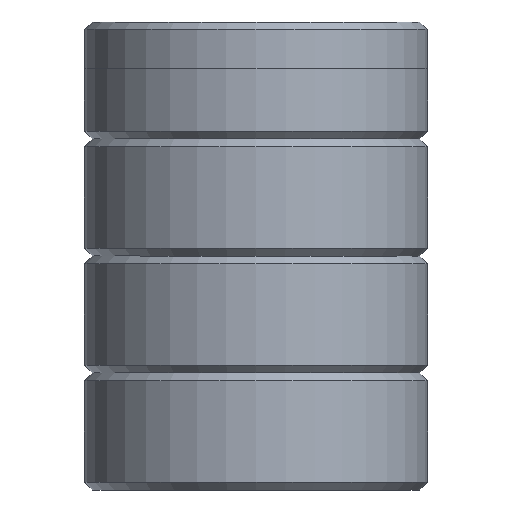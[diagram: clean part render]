
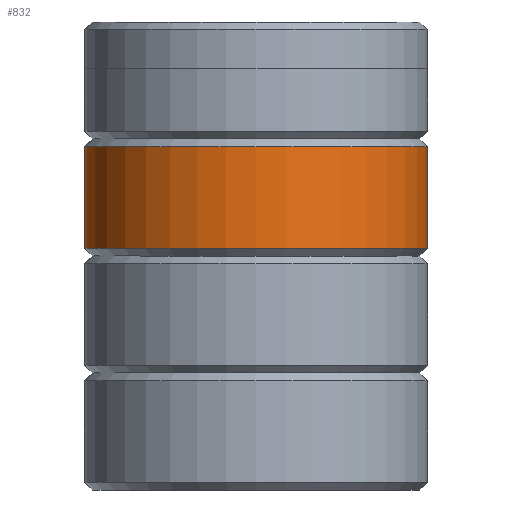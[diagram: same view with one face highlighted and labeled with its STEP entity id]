
A CAD part, front view. The second image highlights one B-rep face of the part: STEP entity #832.
In plain terms, the highlighted cylindrical face has radius 11 mm (diameter 22 mm), a partial arc.
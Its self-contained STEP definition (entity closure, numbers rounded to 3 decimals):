
#34 = EDGE_CURVE ( 'NONE', #238, #1375, #143, .T. ) ;
#79 = LINE ( 'NONE', #776, #1005 ) ;
#136 = VERTEX_POINT ( 'NONE', #1227 ) ;
#143 = LINE ( 'NONE', #1935, #1284 ) ;
#172 = AXIS2_PLACEMENT_3D ( 'NONE', #382, #1464, #554 ) ;
#238 = VERTEX_POINT ( 'NONE', #1222 ) ;
#242 = AXIS2_PLACEMENT_3D ( 'NONE', #1744, #1173, #715 ) ;
#376 = CYLINDRICAL_SURFACE ( 'NONE', #242, 11. ) ;
#382 = CARTESIAN_POINT ( 'NONE',  ( 0., 0., 22. ) ) ;
#554 = DIRECTION ( 'NONE',  ( -1., 0., 0. ) ) ;
#585 = EDGE_CURVE ( 'NONE', #238, #1188, #1571, .T. ) ;
#624 = ORIENTED_EDGE ( 'NONE', *, *, #1906, .T. ) ;
#687 = EDGE_CURVE ( 'NONE', #1375, #136, #1826, .T. ) ;
#715 = DIRECTION ( 'NONE',  ( -1., 0., 0. ) ) ;
#765 = CARTESIAN_POINT ( 'NONE',  ( -11., 0., 22. ) ) ;
#776 = CARTESIAN_POINT ( 'NONE',  ( -11., 0., 30. ) ) ;
#780 = EDGE_LOOP ( 'NONE', ( #1088, #1427, #624, #1766 ) ) ;
#832 = ADVANCED_FACE ( 'NONE', ( #1261 ), #376, .T. ) ;
#900 = CARTESIAN_POINT ( 'NONE',  ( 0., 0., 15.5 ) ) ;
#927 = AXIS2_PLACEMENT_3D ( 'NONE', #900, #1928, #1057 ) ;
#1005 = VECTOR ( 'NONE', #1656, 1000. ) ;
#1057 = DIRECTION ( 'NONE',  ( -1., 0., 0. ) ) ;
#1088 = ORIENTED_EDGE ( 'NONE', *, *, #34, .F. ) ;
#1173 = DIRECTION ( 'NONE',  ( 0., 0., -1. ) ) ;
#1188 = VERTEX_POINT ( 'NONE', #765 ) ;
#1222 = CARTESIAN_POINT ( 'NONE',  ( 11., 0., 22. ) ) ;
#1227 = CARTESIAN_POINT ( 'NONE',  ( -11., 0., 15.5 ) ) ;
#1261 = FACE_OUTER_BOUND ( 'NONE', #780, .T. ) ;
#1284 = VECTOR ( 'NONE', #1926, 1000. ) ;
#1375 = VERTEX_POINT ( 'NONE', #1691 ) ;
#1427 = ORIENTED_EDGE ( 'NONE', *, *, #585, .T. ) ;
#1464 = DIRECTION ( 'NONE',  ( 0., 0., -1. ) ) ;
#1571 = CIRCLE ( 'NONE', #172, 11. ) ;
#1656 = DIRECTION ( 'NONE',  ( 0., 0., -1. ) ) ;
#1691 = CARTESIAN_POINT ( 'NONE',  ( 11., 0., 15.5 ) ) ;
#1744 = CARTESIAN_POINT ( 'NONE',  ( 0., 0., 30. ) ) ;
#1766 = ORIENTED_EDGE ( 'NONE', *, *, #687, .F. ) ;
#1826 = CIRCLE ( 'NONE', #927, 11. ) ;
#1906 = EDGE_CURVE ( 'NONE', #1188, #136, #79, .T. ) ;
#1926 = DIRECTION ( 'NONE',  ( 0., 0., -1. ) ) ;
#1928 = DIRECTION ( 'NONE',  ( 0., 0., -1. ) ) ;
#1935 = CARTESIAN_POINT ( 'NONE',  ( 11., 0., 30. ) ) ;
